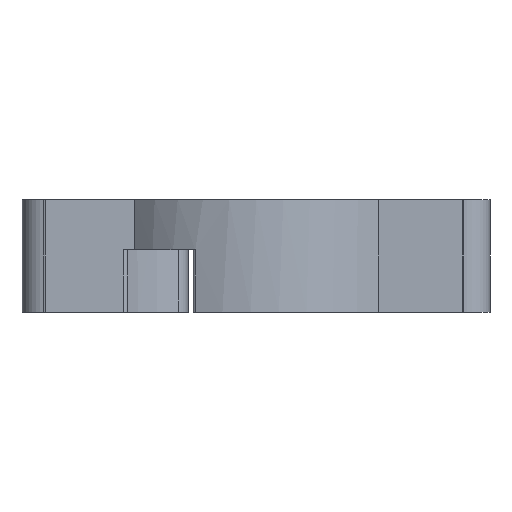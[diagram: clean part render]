
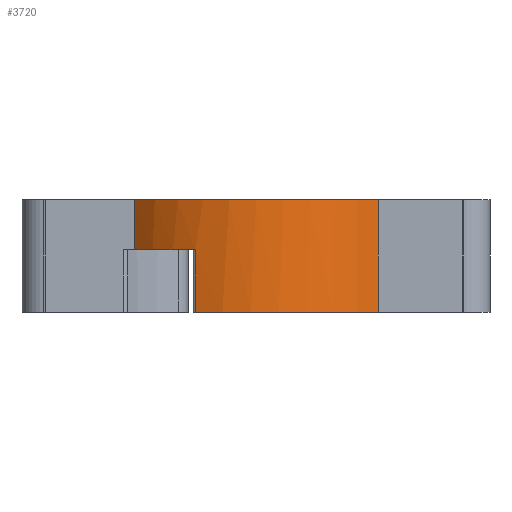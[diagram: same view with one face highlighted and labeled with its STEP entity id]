
A CAD part, front view. The second image highlights one B-rep face of the part: STEP entity #3720.
In plain terms, the highlighted cylindrical face has radius 19.628 mm (diameter 39.257 mm), a partial arc.
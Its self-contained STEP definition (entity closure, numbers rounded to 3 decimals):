
#146=CARTESIAN_POINT('',(0.,18.284,17.835));
#147=DIRECTION('',(0.,0.,1.));
#148=DIRECTION('',(-0.719,-0.695,0.));
#149=AXIS2_PLACEMENT_3D('',#146,#147,#148);
#564=CARTESIAN_POINT('',(0.,18.284,12.035));
#565=DIRECTION('',(0.,0.,1.));
#566=DIRECTION('',(-0.719,-0.695,0.));
#567=AXIS2_PLACEMENT_3D('',#564,#565,#566);
#697=CARTESIAN_POINT('',(0.,18.284,4.835));
#698=DIRECTION('',(0.,0.,1.));
#699=DIRECTION('',(-0.359,-0.933,0.));
#700=AXIS2_PLACEMENT_3D('',#697,#698,#699);
#1113=DIRECTION('',(0.,0.,-1.));
#1114=VECTOR('',#1113,7.2);
#1115=CARTESIAN_POINT('',(-7.052,-0.034,12.035));
#1116=LINE('',#1115,#1114);
#1117=DIRECTION('',(0.,0.,-1.));
#1118=VECTOR('',#1117,5.8);
#1119=CARTESIAN_POINT('',(-14.117,4.646,17.835));
#1120=LINE('',#1119,#1118);
#1121=DIRECTION('',(0.,0.,-1.));
#1122=VECTOR('',#1121,13.);
#1123=CARTESIAN_POINT('',(14.147,4.677,17.835));
#1124=LINE('',#1123,#1122);
#2107=CARTESIAN_POINT('',(-14.117,4.646,17.835));
#2108=VERTEX_POINT('',#2107);
#2109=CARTESIAN_POINT('',(14.147,4.677,17.835));
#2110=VERTEX_POINT('',#2109);
#2175=CARTESIAN_POINT('',(14.147,4.677,4.835));
#2177=VERTEX_POINT('',#2175);
#2345=CARTESIAN_POINT('',(-14.117,4.646,12.035));
#2346=VERTEX_POINT('',#2345);
#2399=CARTESIAN_POINT('',(-7.052,-0.034,4.835));
#2401=VERTEX_POINT('',#2399);
#2405=CARTESIAN_POINT('',(-7.052,-0.034,12.035));
#2406=VERTEX_POINT('',#2405);
#3706=CARTESIAN_POINT('',(0.,18.284,17.835));
#3707=DIRECTION('',(0.,0.,1.));
#3708=DIRECTION('',(1.,0.,0.));
#3709=AXIS2_PLACEMENT_3D('',#3706,#3707,#3708);
#3710=CYLINDRICAL_SURFACE('',#3709,19.628);
#3711=ORIENTED_EDGE('',*,*,#3701,.F.);
#3712=ORIENTED_EDGE('',*,*,#3068,.F.);
#3713=ORIENTED_EDGE('',*,*,#3588,.F.);
#3714=ORIENTED_EDGE('',*,*,#2772,.T.);
#3716=ORIENTED_EDGE('',*,*,#3715,.T.);
#3717=ORIENTED_EDGE('',*,*,#3165,.F.);
#3718=EDGE_LOOP('',(#3711,#3712,#3713,#3714,#3716,#3717));
#3719=FACE_OUTER_BOUND('',#3718,.F.);
#3720=ADVANCED_FACE('',(#3719),#3710,.T.);
#150=CIRCLE('',#149,19.628);
#568=CIRCLE('',#567,19.628);
#701=CIRCLE('',#700,19.628);
#2772=EDGE_CURVE('',#2108,#2110,#150,.T.);
#3068=EDGE_CURVE('',#2346,#2406,#568,.T.);
#3165=EDGE_CURVE('',#2401,#2177,#701,.T.);
#3588=EDGE_CURVE('',#2108,#2346,#1120,.T.);
#3701=EDGE_CURVE('',#2406,#2401,#1116,.T.);
#3715=EDGE_CURVE('',#2110,#2177,#1124,.T.);
